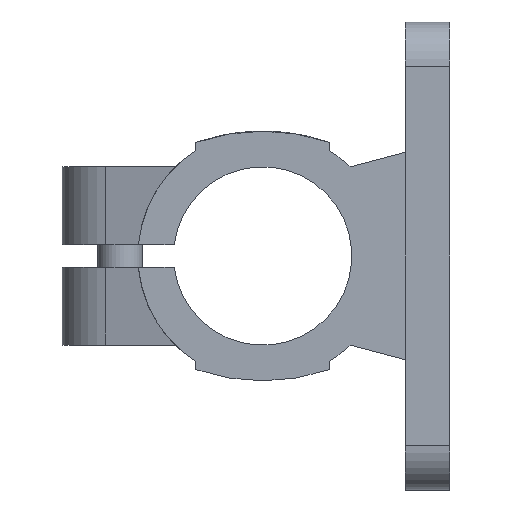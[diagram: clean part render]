
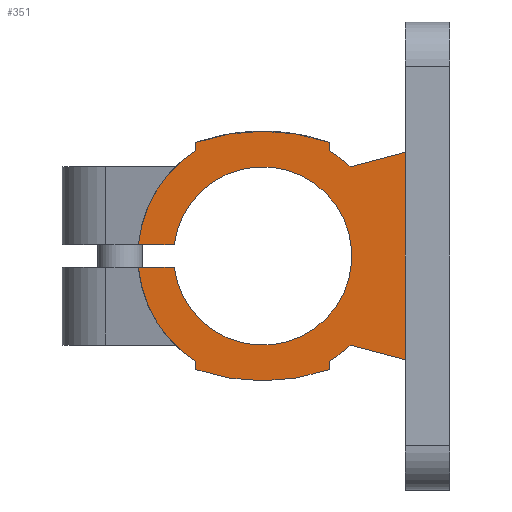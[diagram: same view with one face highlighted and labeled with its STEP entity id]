
A CAD part, left-side view. The second image highlights one B-rep face of the part: STEP entity #351.
In plain terms, the highlighted planar face has unit normal (-1, 0, 0).
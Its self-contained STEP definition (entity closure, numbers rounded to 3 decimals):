
#351 = ADVANCED_FACE( '', ( #735 ), #736, .F. );
#735 = FACE_OUTER_BOUND( '', #1168, .T. );
#736 = PLANE( '', #1169 );
#1168 = EDGE_LOOP( '', ( #1949, #1950, #1951, #1952, #1953, #1954, #1955, #1956, #1957, #1958, #1959, #1960, #1961, #1962, #1963, #1964 ) );
#1169 = AXIS2_PLACEMENT_3D( '', #1965, #1966, #1967 );
#1949 = ORIENTED_EDGE( '', *, *, #2474, .F. );
#1950 = ORIENTED_EDGE( '', *, *, #2711, .F. );
#1951 = ORIENTED_EDGE( '', *, *, #2596, .F. );
#1952 = ORIENTED_EDGE( '', *, *, #2509, .F. );
#1953 = ORIENTED_EDGE( '', *, *, #2547, .F. );
#1954 = ORIENTED_EDGE( '', *, *, #2712, .F. );
#1955 = ORIENTED_EDGE( '', *, *, #2713, .F. );
#1956 = ORIENTED_EDGE( '', *, *, #2527, .F. );
#1957 = ORIENTED_EDGE( '', *, *, #2714, .F. );
#1958 = ORIENTED_EDGE( '', *, *, #2715, .F. );
#1959 = ORIENTED_EDGE( '', *, *, #2679, .F. );
#1960 = ORIENTED_EDGE( '', *, *, #2716, .F. );
#1961 = ORIENTED_EDGE( '', *, *, #2445, .F. );
#1962 = ORIENTED_EDGE( '', *, *, #2640, .F. );
#1963 = ORIENTED_EDGE( '', *, *, #2543, .F. );
#1964 = ORIENTED_EDGE( '', *, *, #2532, .F. );
#1965 = CARTESIAN_POINT( '', ( -30., 42., -18. ) );
#1966 = DIRECTION( '', ( 1., 0., 0. ) );
#1967 = DIRECTION( '', ( 0., 0., -1. ) );
#2445 = EDGE_CURVE( '', #2876, #2877, #2878, .T. );
#2474 = EDGE_CURVE( '', #2925, #2927, #2928, .T. );
#2509 = EDGE_CURVE( '', #2987, #2989, #2990, .T. );
#2527 = EDGE_CURVE( '', #3015, #3016, #3017, .T. );
#2532 = EDGE_CURVE( '', #2927, #3024, #3025, .T. );
#2543 = EDGE_CURVE( '', #3024, #3040, #3041, .T. );
#2547 = EDGE_CURVE( '', #3046, #2987, #3047, .T. );
#2596 = EDGE_CURVE( '', #2989, #3128, #3129, .T. );
#2640 = EDGE_CURVE( '', #3040, #2876, #3189, .T. );
#2679 = EDGE_CURVE( '', #3246, #3247, #3248, .T. );
#2711 = EDGE_CURVE( '', #3128, #2925, #3290, .F. );
#2712 = EDGE_CURVE( '', #3291, #3046, #3292, .T. );
#2713 = EDGE_CURVE( '', #3016, #3291, #3293, .T. );
#2714 = EDGE_CURVE( '', #3294, #3015, #3295, .T. );
#2715 = EDGE_CURVE( '', #3247, #3294, #3296, .T. );
#2716 = EDGE_CURVE( '', #2877, #3246, #3297, .T. );
#2876 = VERTEX_POINT( '', #3493 );
#2877 = VERTEX_POINT( '', #3494 );
#2878 = LINE( '', #3495, #3496 );
#2925 = VERTEX_POINT( '', #3656 );
#2927 = VERTEX_POINT( '', #3659 );
#2928 = LINE( '', #3660, #3661 );
#2987 = VERTEX_POINT( '', #3754 );
#2989 = VERTEX_POINT( '', #3757 );
#2990 = CIRCLE( '', #3758, 28. );
#3015 = VERTEX_POINT( '', #3787 );
#3016 = VERTEX_POINT( '', #3788 );
#3017 = CIRCLE( '', #3789, 28. );
#3024 = VERTEX_POINT( '', #3798 );
#3025 = CIRCLE( '', #3799, 28. );
#3040 = VERTEX_POINT( '', #3826 );
#3041 = LINE( '', #3827, #3828 );
#3046 = VERTEX_POINT( '', #3835 );
#3047 = LINE( '', #3836, #3837 );
#3128 = VERTEX_POINT( '', #3946 );
#3129 = LINE( '', #3947, #3948 );
#3189 = CIRCLE( '', #4041, 46. );
#3246 = VERTEX_POINT( '', #4344 );
#3247 = VERTEX_POINT( '', #4345 );
#3248 = LINE( '', #4346, #4347 );
#3290 = CIRCLE( '', #4406, 20. );
#3291 = VERTEX_POINT( '', #4407 );
#3292 = CIRCLE( '', #4408, 46. );
#3293 = LINE( '', #4409, #4410 );
#3294 = VERTEX_POINT( '', #4411 );
#3295 = LINE( '', #4412, #4413 );
#3296 = LINE( '', #4414, #4415 );
#3297 = CIRCLE( '', #4416, 28. );
#3493 = CARTESIAN_POINT( '', ( -30., 27., 25.486 ) );
#3494 = CARTESIAN_POINT( '', ( -30., 27., 23.643 ) );
#3495 = CARTESIAN_POINT( '', ( -30., 27., 25.486 ) );
#3496 = VECTOR( '', #4670, 1000. );
#3656 = CARTESIAN_POINT( '', ( -30., 61.843, 2.5 ) );
#3659 = CARTESIAN_POINT( '', ( -30., 69.888, 2.5 ) );
#3660 = CARTESIAN_POINT( '', ( -30., 42., 2.5 ) );
#3661 = VECTOR( '', #4693, 1000. );
#3754 = CARTESIAN_POINT( '', ( -30., 57., -23.643 ) );
#3757 = CARTESIAN_POINT( '', ( -30., 69.888, -2.5 ) );
#3758 = AXIS2_PLACEMENT_3D( '', #4726, #4727, #4728 );
#3787 = CARTESIAN_POINT( '', ( -30., 22.404, -20. ) );
#3788 = CARTESIAN_POINT( '', ( -30., 27., -23.643 ) );
#3789 = AXIS2_PLACEMENT_3D( '', #4760, #4761, #4762 );
#3798 = CARTESIAN_POINT( '', ( -30., 57., 23.643 ) );
#3799 = AXIS2_PLACEMENT_3D( '', #4768, #4769, #4770 );
#3826 = CARTESIAN_POINT( '', ( -30., 57., 25.486 ) );
#3827 = CARTESIAN_POINT( '', ( -30., 57., 23.643 ) );
#3828 = VECTOR( '', #4780, 1000. );
#3835 = CARTESIAN_POINT( '', ( -30., 57., -25.486 ) );
#3836 = CARTESIAN_POINT( '', ( -30., 57., -25.486 ) );
#3837 = VECTOR( '', #4783, 1000. );
#3946 = CARTESIAN_POINT( '', ( -30., 61.843, -2.5 ) );
#3947 = CARTESIAN_POINT( '', ( -30., 42., -2.5 ) );
#3948 = VECTOR( '', #4854, 1000. );
#4041 = AXIS2_PLACEMENT_3D( '', #4892, #4893, #4894 );
#4344 = CARTESIAN_POINT( '', ( -30., 22.404, 20. ) );
#4345 = CARTESIAN_POINT( '', ( -30., 10., 23.3 ) );
#4346 = CARTESIAN_POINT( '', ( -30., 22.404, 20. ) );
#4347 = VECTOR( '', #4943, 1000. );
#4406 = AXIS2_PLACEMENT_3D( '', #4973, #4974, #4975 );
#4407 = CARTESIAN_POINT( '', ( -30., 27., -25.486 ) );
#4408 = AXIS2_PLACEMENT_3D( '', #4976, #4977, #4978 );
#4409 = CARTESIAN_POINT( '', ( -30., 27., -23.643 ) );
#4410 = VECTOR( '', #4979, 1000. );
#4411 = CARTESIAN_POINT( '', ( -30., 10., -23.3 ) );
#4412 = CARTESIAN_POINT( '', ( -30., 10., -23.3 ) );
#4413 = VECTOR( '', #4980, 1000. );
#4414 = CARTESIAN_POINT( '', ( -30., 10., 23.3 ) );
#4415 = VECTOR( '', #4981, 1000. );
#4416 = AXIS2_PLACEMENT_3D( '', #4982, #4983, #4984 );
#4670 = DIRECTION( '', ( 0., 0., -1. ) );
#4693 = DIRECTION( '', ( 0., 1., 0. ) );
#4726 = CARTESIAN_POINT( '', ( -30., 42., 0. ) );
#4727 = DIRECTION( '', ( 1., 0., 0. ) );
#4728 = DIRECTION( '', ( 0., 0., -1. ) );
#4760 = CARTESIAN_POINT( '', ( -30., 42., 0. ) );
#4761 = DIRECTION( '', ( 1., 0., 0. ) );
#4762 = DIRECTION( '', ( 0., 0., -1. ) );
#4768 = CARTESIAN_POINT( '', ( -30., 42., 0. ) );
#4769 = DIRECTION( '', ( 1., 0., 0. ) );
#4770 = DIRECTION( '', ( 0., 0., -1. ) );
#4780 = DIRECTION( '', ( 0., 0., 1. ) );
#4783 = DIRECTION( '', ( 0., 0., 1. ) );
#4854 = DIRECTION( '', ( 0., -1., 0. ) );
#4892 = CARTESIAN_POINT( '', ( -30., 42., -18. ) );
#4893 = DIRECTION( '', ( 1., 0., 0. ) );
#4894 = DIRECTION( '', ( 0., 0., -1. ) );
#4943 = DIRECTION( '', ( 0., -0.966, 0.257 ) );
#4973 = CARTESIAN_POINT( '', ( -30., 42., 0. ) );
#4974 = DIRECTION( '', ( 1., 0., 0. ) );
#4975 = DIRECTION( '', ( 0., 0., -1. ) );
#4976 = CARTESIAN_POINT( '', ( -30., 42., 18. ) );
#4977 = DIRECTION( '', ( 1., 0., 0. ) );
#4978 = DIRECTION( '', ( 0., 0., -1. ) );
#4979 = DIRECTION( '', ( 0., 0., -1. ) );
#4980 = DIRECTION( '', ( 0., 0.966, 0.257 ) );
#4981 = DIRECTION( '', ( 0., 0., -1. ) );
#4982 = CARTESIAN_POINT( '', ( -30., 42., 0. ) );
#4983 = DIRECTION( '', ( 1., 0., 0. ) );
#4984 = DIRECTION( '', ( 0., 0., -1. ) );
